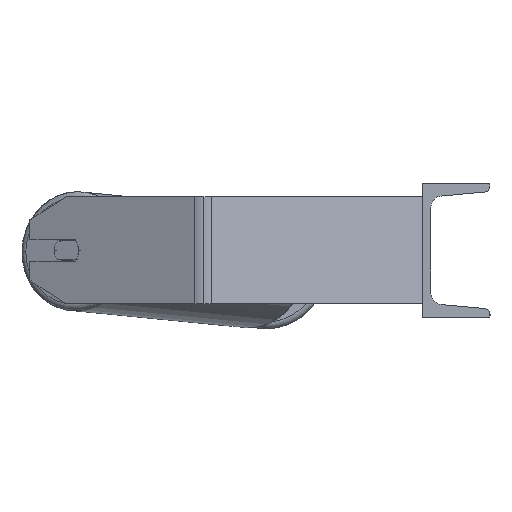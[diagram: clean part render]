
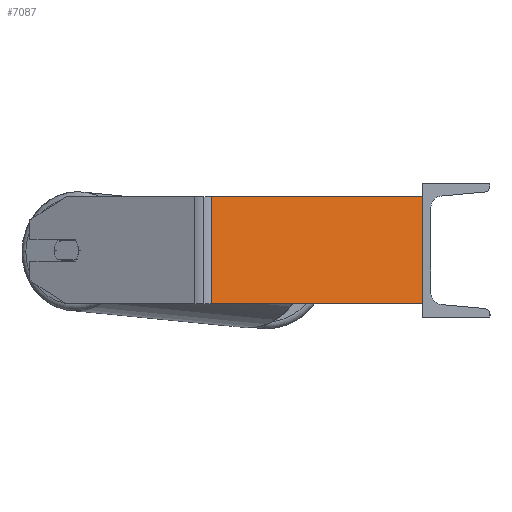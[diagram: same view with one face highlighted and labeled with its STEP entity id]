
A CAD part, left-side view. The second image highlights one B-rep face of the part: STEP entity #7087.
In plain terms, the highlighted planar face has unit normal (-0.94, -0.342, 0).
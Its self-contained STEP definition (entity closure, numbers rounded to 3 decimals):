
#11 = VECTOR ( 'NONE', #302, 1000. ) ;
#89 = CARTESIAN_POINT ( 'NONE',  ( -542.423, 157.769, 40. ) ) ;
#302 = DIRECTION ( 'NONE',  ( 0.342, -0.94, 0. ) ) ;
#731 = LINE ( 'NONE', #2899, #4676 ) ;
#975 = CARTESIAN_POINT ( 'NONE',  ( -542.423, 157.769, -40. ) ) ;
#1053 = DIRECTION ( 'NONE',  ( -0.342, 0.94, 0. ) ) ;
#1130 = VERTEX_POINT ( 'NONE', #89 ) ;
#1728 = EDGE_CURVE ( 'NONE', #1130, #3046, #5362, .T. ) ;
#1881 = DIRECTION ( 'NONE',  ( 0.342, -0.94, 0. ) ) ;
#2167 = CARTESIAN_POINT ( 'NONE',  ( -485., 0., 40. ) ) ;
#2479 = CARTESIAN_POINT ( 'NONE',  ( -544.69, 163.997, -40. ) ) ;
#2899 = CARTESIAN_POINT ( 'NONE',  ( -542.423, 157.769, 40. ) ) ;
#2957 = DIRECTION ( 'NONE',  ( 0., 0., -1. ) ) ;
#2982 = CARTESIAN_POINT ( 'NONE',  ( -485., 0., 40. ) ) ;
#3046 = VERTEX_POINT ( 'NONE', #2982 ) ;
#3622 = VERTEX_POINT ( 'NONE', #6291 ) ;
#3852 = LINE ( 'NONE', #2479, #11 ) ;
#4374 = VECTOR ( 'NONE', #2957, 1000. ) ;
#4547 = CARTESIAN_POINT ( 'NONE',  ( -544.69, 163.997, 40. ) ) ;
#4676 = VECTOR ( 'NONE', #5566, 1000. ) ;
#5072 = ORIENTED_EDGE ( 'NONE', *, *, #6531, .F. ) ;
#5163 = ORIENTED_EDGE ( 'NONE', *, *, #5797, .T. ) ;
#5232 = VECTOR ( 'NONE', #1881, 1000. ) ;
#5233 = PLANE ( 'NONE',  #8082 ) ;
#5362 = LINE ( 'NONE', #8196, #5232 ) ;
#5566 = DIRECTION ( 'NONE',  ( 0., 0., -1. ) ) ;
#5797 = EDGE_CURVE ( 'NONE', #1130, #8090, #731, .T. ) ;
#5890 = ORIENTED_EDGE ( 'NONE', *, *, #9014, .T. ) ;
#6291 = CARTESIAN_POINT ( 'NONE',  ( -485., 0., -40. ) ) ;
#6326 = ORIENTED_EDGE ( 'NONE', *, *, #1728, .F. ) ;
#6531 = EDGE_CURVE ( 'NONE', #3046, #3622, #7869, .T. ) ;
#7087 = ADVANCED_FACE ( 'NONE', ( #7161 ), #5233, .F. ) ;
#7161 = FACE_OUTER_BOUND ( 'NONE', #7284, .T. ) ;
#7284 = EDGE_LOOP ( 'NONE', ( #5890, #5072, #6326, #5163 ) ) ;
#7869 = LINE ( 'NONE', #2167, #4374 ) ;
#7910 = DIRECTION ( 'NONE',  ( 0.94, 0.342, 0. ) ) ;
#8082 = AXIS2_PLACEMENT_3D ( 'NONE', #4547, #7910, #1053 ) ;
#8090 = VERTEX_POINT ( 'NONE', #975 ) ;
#8196 = CARTESIAN_POINT ( 'NONE',  ( -544.69, 163.997, 40. ) ) ;
#9014 = EDGE_CURVE ( 'NONE', #8090, #3622, #3852, .T. ) ;
